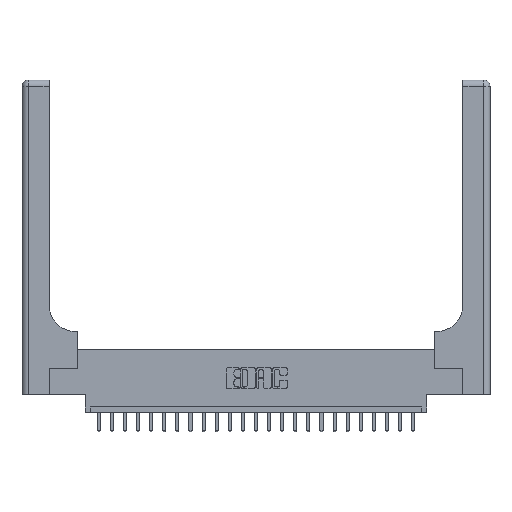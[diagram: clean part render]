
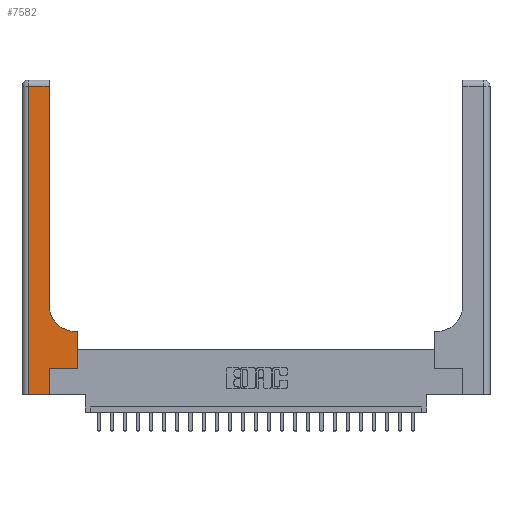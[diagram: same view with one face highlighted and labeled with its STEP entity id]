
A CAD part, top view. The second image highlights one B-rep face of the part: STEP entity #7582.
In plain terms, the highlighted planar face has unit normal (0, 0, 1).
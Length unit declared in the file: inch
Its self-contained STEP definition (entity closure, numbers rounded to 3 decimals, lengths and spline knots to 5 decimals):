
#79 = DIRECTION ( 'NONE',  ( -1., 0., 0. ) ) ;
#156 = CARTESIAN_POINT ( 'NONE',  ( 0.26, 3., 0.37 ) ) ;
#209 = VECTOR ( 'NONE', #9494, 39.37008 ) ;
#679 = DIRECTION ( 'NONE',  ( 0., 0., -1. ) ) ;
#978 = LINE ( 'NONE', #15451, #23474 ) ;
#1499 = ORIENTED_EDGE ( 'NONE', *, *, #16016, .T. ) ;
#2140 = DIRECTION ( 'NONE',  ( 0., -1., 0. ) ) ;
#2189 = CARTESIAN_POINT ( 'NONE',  ( 0., 0., 0.37 ) ) ;
#2505 = VECTOR ( 'NONE', #6645, 39.37008 ) ;
#3038 = CARTESIAN_POINT ( 'NONE',  ( 0.26, 0.6, 0.37 ) ) ;
#3330 = DIRECTION ( 'NONE',  ( -1., 0., 0. ) ) ;
#3652 = VERTEX_POINT ( 'NONE', #6837 ) ;
#4518 = CARTESIAN_POINT ( 'NONE',  ( 0.265, 0., 0.37 ) ) ;
#5540 = CARTESIAN_POINT ( 'NONE',  ( 0.06, 2.94, 0.37 ) ) ;
#5558 = LINE ( 'NONE', #156, #22920 ) ;
#6205 = DIRECTION ( 'NONE',  ( 1., 0., 0. ) ) ;
#6338 = VERTEX_POINT ( 'NONE', #7373 ) ;
#6645 = DIRECTION ( 'NONE',  ( -1., 0., 0. ) ) ;
#6794 = CIRCLE ( 'NONE', #11415, 0.25 ) ;
#6837 = CARTESIAN_POINT ( 'NONE',  ( 0.06, 0., 0.37 ) ) ;
#7053 = DIRECTION ( 'NONE',  ( 0., 0., -1. ) ) ;
#7373 = CARTESIAN_POINT ( 'NONE',  ( 0.26, 2.94, 0.37 ) ) ;
#7386 = CARTESIAN_POINT ( 'NONE',  ( 0.528, 0.6, 0.37 ) ) ;
#7494 = CARTESIAN_POINT ( 'NONE',  ( 0.528, 0.25, 0.37 ) ) ;
#7582 = ADVANCED_FACE ( 'NONE', ( #8266 ), #15529, .F. ) ;
#7942 = EDGE_CURVE ( 'NONE', #17186, #22371, #15150, .T. ) ;
#8266 = FACE_OUTER_BOUND ( 'NONE', #19388, .T. ) ;
#8303 = DIRECTION ( 'NONE',  ( 1., 0., 0. ) ) ;
#8549 = ORIENTED_EDGE ( 'NONE', *, *, #22061, .T. ) ;
#8613 = ORIENTED_EDGE ( 'NONE', *, *, #7942, .T. ) ;
#8706 = CARTESIAN_POINT ( 'NONE',  ( 0.528, 0.25, 0.37 ) ) ;
#9186 = LINE ( 'NONE', #9299, #9308 ) ;
#9299 = CARTESIAN_POINT ( 'NONE',  ( 0., 2.94, 0.37 ) ) ;
#9308 = VECTOR ( 'NONE', #79, 39.37008 ) ;
#9494 = DIRECTION ( 'NONE',  ( 1., 0., 0. ) ) ;
#9732 = CARTESIAN_POINT ( 'NONE',  ( 0.265, 0., 0.37 ) ) ;
#10713 = ORIENTED_EDGE ( 'NONE', *, *, #14253, .T. ) ;
#10958 = LINE ( 'NONE', #7494, #23677 ) ;
#11305 = VERTEX_POINT ( 'NONE', #5540 ) ;
#11415 = AXIS2_PLACEMENT_3D ( 'NONE', #16954, #679, #6205 ) ;
#11503 = ORIENTED_EDGE ( 'NONE', *, *, #12995, .T. ) ;
#11599 = CARTESIAN_POINT ( 'NONE',  ( 0.51, 0.6, 0.37 ) ) ;
#12165 = EDGE_CURVE ( 'NONE', #6338, #11305, #9186, .T. ) ;
#12708 = ORIENTED_EDGE ( 'NONE', *, *, #15748, .T. ) ;
#12980 = DIRECTION ( 'NONE',  ( 0., 1., 0. ) ) ;
#12995 = EDGE_CURVE ( 'NONE', #11305, #3652, #18419, .T. ) ;
#13932 = AXIS2_PLACEMENT_3D ( 'NONE', #18038, #7053, #3330 ) ;
#14109 = VERTEX_POINT ( 'NONE', #8706 ) ;
#14253 = EDGE_CURVE ( 'NONE', #22371, #14109, #978, .T. ) ;
#14544 = CARTESIAN_POINT ( 'NONE',  ( 0.26, 0.85, 0.37 ) ) ;
#14626 = CARTESIAN_POINT ( 'NONE',  ( 0.265, 0.25, 0.37 ) ) ;
#15150 = LINE ( 'NONE', #4518, #23074 ) ;
#15408 = ORIENTED_EDGE ( 'NONE', *, *, #12165, .T. ) ;
#15451 = CARTESIAN_POINT ( 'NONE',  ( 0.265, 0.25, 0.37 ) ) ;
#15529 = PLANE ( 'NONE',  #13932 ) ;
#15748 = EDGE_CURVE ( 'NONE', #20391, #18454, #23036, .T. ) ;
#16016 = EDGE_CURVE ( 'NONE', #3652, #17186, #20739, .T. ) ;
#16257 = CARTESIAN_POINT ( 'NONE',  ( 0.06, 3., 0.37 ) ) ;
#16623 = VERTEX_POINT ( 'NONE', #14544 ) ;
#16954 = CARTESIAN_POINT ( 'NONE',  ( 0.51, 0.85, 0.37 ) ) ;
#17186 = VERTEX_POINT ( 'NONE', #9732 ) ;
#18038 = CARTESIAN_POINT ( 'NONE',  ( 0., 3., 0.37 ) ) ;
#18419 = LINE ( 'NONE', #16257, #23110 ) ;
#18454 = VERTEX_POINT ( 'NONE', #11599 ) ;
#19388 = EDGE_LOOP ( 'NONE', ( #20018, #15408, #11503, #1499, #8613, #10713, #8549, #12708, #19391 ) ) ;
#19391 = ORIENTED_EDGE ( 'NONE', *, *, #20099, .T. ) ;
#20018 = ORIENTED_EDGE ( 'NONE', *, *, #22421, .T. ) ;
#20099 = EDGE_CURVE ( 'NONE', #18454, #16623, #6794, .T. ) ;
#20255 = DIRECTION ( 'NONE',  ( 0., 1., 0. ) ) ;
#20391 = VERTEX_POINT ( 'NONE', #7386 ) ;
#20739 = LINE ( 'NONE', #2189, #209 ) ;
#22061 = EDGE_CURVE ( 'NONE', #14109, #20391, #10958, .T. ) ;
#22371 = VERTEX_POINT ( 'NONE', #14626 ) ;
#22421 = EDGE_CURVE ( 'NONE', #16623, #6338, #5558, .T. ) ;
#22701 = DIRECTION ( 'NONE',  ( 0., 1., 0. ) ) ;
#22920 = VECTOR ( 'NONE', #20255, 39.37008 ) ;
#23036 = LINE ( 'NONE', #3038, #2505 ) ;
#23074 = VECTOR ( 'NONE', #22701, 39.37008 ) ;
#23110 = VECTOR ( 'NONE', #2140, 39.37008 ) ;
#23474 = VECTOR ( 'NONE', #8303, 39.37008 ) ;
#23677 = VECTOR ( 'NONE', #12980, 39.37008 ) ;
